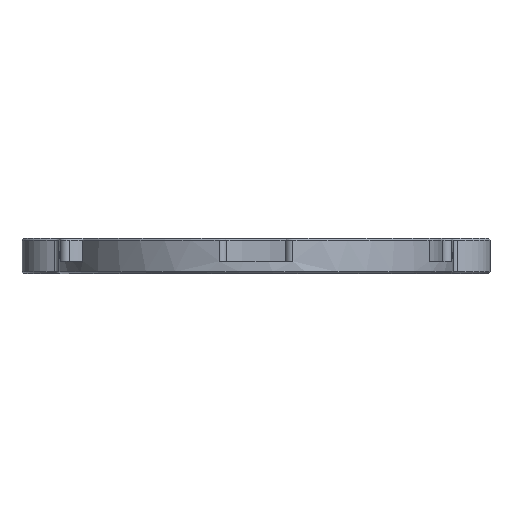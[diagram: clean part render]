
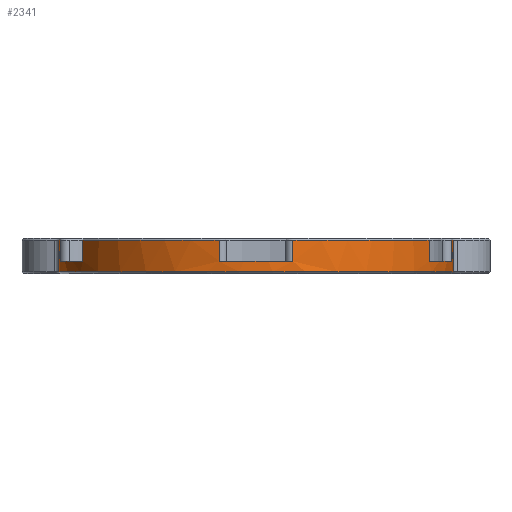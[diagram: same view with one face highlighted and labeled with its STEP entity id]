
A CAD part, front view. The second image highlights one B-rep face of the part: STEP entity #2341.
In plain terms, the highlighted cylindrical face has radius 47.5 mm (diameter 95 mm), a partial arc.
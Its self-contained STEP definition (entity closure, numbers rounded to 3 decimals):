
#147=FACE_OUTER_BOUND('',#296,.T.);
#296=EDGE_LOOP('',(#1662,#1663,#1664,#1665,#1666,#1667,#1668,#1669,#1670,
#1671,#1672,#1673,#1674,#1675,#1676,#1677));
#450=LINE('',#3858,#607);
#452=LINE('',#3864,#609);
#453=LINE('',#3868,#610);
#454=LINE('',#3872,#611);
#455=LINE('',#3876,#612);
#456=LINE('',#3880,#613);
#457=LINE('',#3884,#614);
#458=LINE('',#3888,#615);
#607=VECTOR('',#3012,10.);
#609=VECTOR('',#3018,10.);
#610=VECTOR('',#3021,10.);
#611=VECTOR('',#3024,10.);
#612=VECTOR('',#3027,10.);
#613=VECTOR('',#3030,10.);
#614=VECTOR('',#3033,10.);
#615=VECTOR('',#3036,10.);
#792=CIRCLE('',#2547,47.5);
#798=CIRCLE('',#2559,47.5);
#799=CIRCLE('',#2560,47.5);
#800=CIRCLE('',#2561,47.5);
#801=CIRCLE('',#2562,47.5);
#802=CIRCLE('',#2563,47.5);
#803=CIRCLE('',#2564,47.5);
#804=CIRCLE('',#2565,47.5);
#996=VERTEX_POINT('',#3835);
#997=VERTEX_POINT('',#3839);
#1001=VERTEX_POINT('',#3857);
#1003=VERTEX_POINT('',#3863);
#1004=VERTEX_POINT('',#3865);
#1005=VERTEX_POINT('',#3867);
#1006=VERTEX_POINT('',#3869);
#1007=VERTEX_POINT('',#3871);
#1008=VERTEX_POINT('',#3873);
#1009=VERTEX_POINT('',#3875);
#1010=VERTEX_POINT('',#3877);
#1011=VERTEX_POINT('',#3879);
#1012=VERTEX_POINT('',#3881);
#1013=VERTEX_POINT('',#3883);
#1014=VERTEX_POINT('',#3885);
#1015=VERTEX_POINT('',#3887);
#1235=EDGE_CURVE('',#996,#997,#792,.T.);
#1243=EDGE_CURVE('',#997,#1001,#450,.T.);
#1246=EDGE_CURVE('',#1003,#996,#452,.T.);
#1247=EDGE_CURVE('',#1004,#1003,#798,.T.);
#1248=EDGE_CURVE('',#1005,#1004,#453,.T.);
#1249=EDGE_CURVE('',#1006,#1005,#799,.F.);
#1250=EDGE_CURVE('',#1007,#1006,#454,.T.);
#1251=EDGE_CURVE('',#1008,#1007,#800,.T.);
#1252=EDGE_CURVE('',#1009,#1008,#455,.T.);
#1253=EDGE_CURVE('',#1010,#1009,#801,.F.);
#1254=EDGE_CURVE('',#1011,#1010,#456,.T.);
#1255=EDGE_CURVE('',#1012,#1011,#802,.T.);
#1256=EDGE_CURVE('',#1013,#1012,#457,.T.);
#1257=EDGE_CURVE('',#1014,#1013,#803,.F.);
#1258=EDGE_CURVE('',#1015,#1014,#458,.T.);
#1259=EDGE_CURVE('',#1001,#1015,#804,.T.);
#1662=ORIENTED_EDGE('',*,*,#1235,.F.);
#1663=ORIENTED_EDGE('',*,*,#1246,.F.);
#1664=ORIENTED_EDGE('',*,*,#1247,.F.);
#1665=ORIENTED_EDGE('',*,*,#1248,.F.);
#1666=ORIENTED_EDGE('',*,*,#1249,.F.);
#1667=ORIENTED_EDGE('',*,*,#1250,.F.);
#1668=ORIENTED_EDGE('',*,*,#1251,.F.);
#1669=ORIENTED_EDGE('',*,*,#1252,.F.);
#1670=ORIENTED_EDGE('',*,*,#1253,.F.);
#1671=ORIENTED_EDGE('',*,*,#1254,.F.);
#1672=ORIENTED_EDGE('',*,*,#1255,.F.);
#1673=ORIENTED_EDGE('',*,*,#1256,.F.);
#1674=ORIENTED_EDGE('',*,*,#1257,.F.);
#1675=ORIENTED_EDGE('',*,*,#1258,.F.);
#1676=ORIENTED_EDGE('',*,*,#1259,.F.);
#1677=ORIENTED_EDGE('',*,*,#1243,.F.);
#2277=CYLINDRICAL_SURFACE('',#2558,47.5);
#2341=ADVANCED_FACE('',(#147),#2277,.T.);
#2547=AXIS2_PLACEMENT_3D('',#3841,#2989,#2990);
#2558=AXIS2_PLACEMENT_3D('',#3862,#3016,#3017);
#2559=AXIS2_PLACEMENT_3D('',#3866,#3019,#3020);
#2560=AXIS2_PLACEMENT_3D('',#3870,#3022,#3023);
#2561=AXIS2_PLACEMENT_3D('',#3874,#3025,#3026);
#2562=AXIS2_PLACEMENT_3D('',#3878,#3028,#3029);
#2563=AXIS2_PLACEMENT_3D('',#3882,#3031,#3032);
#2564=AXIS2_PLACEMENT_3D('',#3886,#3034,#3035);
#2565=AXIS2_PLACEMENT_3D('',#3889,#3037,#3038);
#2989=DIRECTION('center_axis',(0.,0.,-1.));
#2990=DIRECTION('ref_axis',(1.,0.,0.));
#3012=DIRECTION('',(0.,0.,1.));
#3016=DIRECTION('center_axis',(0.,0.,-1.));
#3017=DIRECTION('ref_axis',(0.,-1.,0.));
#3018=DIRECTION('',(0.,0.,-1.));
#3019=DIRECTION('center_axis',(0.,0.,1.));
#3020=DIRECTION('ref_axis',(1.,0.,0.));
#3021=DIRECTION('',(0.,0.,1.));
#3022=DIRECTION('center_axis',(0.,0.,-1.));
#3023=DIRECTION('ref_axis',(1.,0.,0.));
#3024=DIRECTION('',(0.,0.,-1.));
#3025=DIRECTION('center_axis',(0.,0.,1.));
#3026=DIRECTION('ref_axis',(1.,0.,0.));
#3027=DIRECTION('',(0.,0.,1.));
#3028=DIRECTION('center_axis',(0.,0.,-1.));
#3029=DIRECTION('ref_axis',(1.,0.,0.));
#3030=DIRECTION('',(0.,0.,-1.));
#3031=DIRECTION('center_axis',(0.,0.,1.));
#3032=DIRECTION('ref_axis',(-1.,0.,0.));
#3033=DIRECTION('',(0.,0.,1.));
#3034=DIRECTION('center_axis',(0.,0.,-1.));
#3035=DIRECTION('ref_axis',(1.,0.,0.));
#3036=DIRECTION('',(0.,0.,-1.));
#3037=DIRECTION('center_axis',(0.,0.,1.));
#3038=DIRECTION('ref_axis',(-1.,0.,0.));
#3835=CARTESIAN_POINT('',(47.471,1.674,-2.6));
#3839=CARTESIAN_POINT('',(-47.471,1.674,-2.6));
#3841=CARTESIAN_POINT('Origin',(0.,0.,-2.6));
#3857=CARTESIAN_POINT('',(-47.471,1.674,5.1));
#3858=CARTESIAN_POINT('',(-47.471,1.674,0.));
#3862=CARTESIAN_POINT('Origin',(0.,0.,0.));
#3863=CARTESIAN_POINT('',(47.471,1.674,5.1));
#3864=CARTESIAN_POINT('',(47.471,1.674,0.));
#3865=CARTESIAN_POINT('',(47.121,-5.986,5.1));
#3866=CARTESIAN_POINT('Origin',(0.,0.,5.1));
#3867=CARTESIAN_POINT('',(47.121,-5.986,0.));
#3868=CARTESIAN_POINT('',(47.121,-5.986,0.));
#3869=CARTESIAN_POINT('',(41.64,-22.854,0.));
#3870=CARTESIAN_POINT('Origin',(0.,0.,0.));
#3871=CARTESIAN_POINT('',(41.64,-22.854,5.1));
#3872=CARTESIAN_POINT('',(41.64,-22.854,0.));
#3873=CARTESIAN_POINT('',(8.868,-46.665,5.1));
#3874=CARTESIAN_POINT('Origin',(0.,0.,5.1));
#3875=CARTESIAN_POINT('',(8.868,-46.665,0.));
#3876=CARTESIAN_POINT('',(8.868,-46.665,0.));
#3877=CARTESIAN_POINT('',(-8.868,-46.665,0.));
#3878=CARTESIAN_POINT('Origin',(0.,0.,0.));
#3879=CARTESIAN_POINT('',(-8.868,-46.665,5.1));
#3880=CARTESIAN_POINT('',(-8.868,-46.665,0.));
#3881=CARTESIAN_POINT('',(-41.64,-22.854,5.1));
#3882=CARTESIAN_POINT('Origin',(0.,0.,5.1));
#3883=CARTESIAN_POINT('',(-41.64,-22.854,0.));
#3884=CARTESIAN_POINT('',(-41.64,-22.854,0.));
#3885=CARTESIAN_POINT('',(-47.121,-5.986,0.));
#3886=CARTESIAN_POINT('Origin',(0.,0.,0.));
#3887=CARTESIAN_POINT('',(-47.121,-5.986,5.1));
#3888=CARTESIAN_POINT('',(-47.121,-5.986,0.));
#3889=CARTESIAN_POINT('Origin',(0.,0.,5.1));
